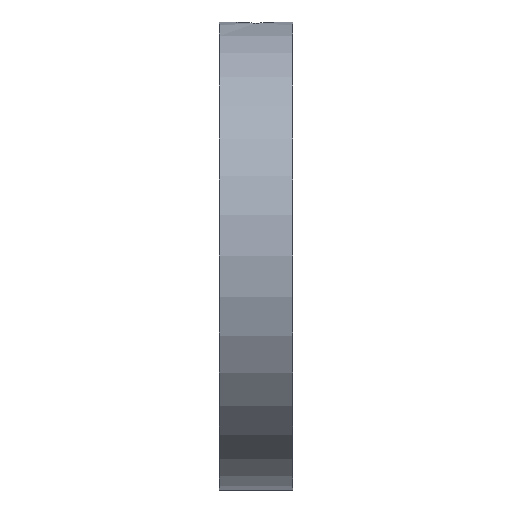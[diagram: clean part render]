
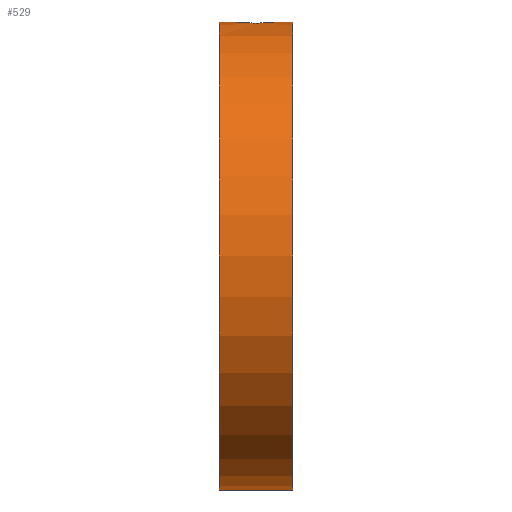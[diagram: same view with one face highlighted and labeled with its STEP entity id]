
A CAD part, left-side view. The second image highlights one B-rep face of the part: STEP entity #529.
In plain terms, the highlighted cylindrical face has radius 31.9 mm (diameter 63.8 mm), a partial arc.
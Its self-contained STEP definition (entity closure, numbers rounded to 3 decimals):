
#1 = AXIS2_PLACEMENT_3D ( 'NONE', #3316, #2032, #1361 ) ;
#75 = VECTOR ( 'NONE', #6526, 1000. ) ;
#267 = VERTEX_POINT ( 'NONE', #7175 ) ;
#312 = CARTESIAN_POINT ( 'NONE',  ( 0., -5., 31.9 ) ) ;
#329 = CARTESIAN_POINT ( 'NONE',  ( -2.904, -0.777, 31.768 ) ) ;
#529 = ADVANCED_FACE ( 'NONE', ( #2350 ), #3013, .T. ) ;
#530 = VERTEX_POINT ( 'NONE', #7647 ) ;
#589 = ORIENTED_EDGE ( 'NONE', *, *, #3702, .T. ) ;
#596 = CARTESIAN_POINT ( 'NONE',  ( 0., 3.065, 31.9 ) ) ;
#668 = CARTESIAN_POINT ( 'NONE',  ( -2.52, 1.681, 31.8 ) ) ;
#701 = CARTESIAN_POINT ( 'NONE',  ( -1.279, 2.863, 31.874 ) ) ;
#708 = CARTESIAN_POINT ( 'NONE',  ( -2.399, 1.886, 31.81 ) ) ;
#894 = CARTESIAN_POINT ( 'NONE',  ( -2.981, -0.393, 31.76 ) ) ;
#920 = VERTEX_POINT ( 'NONE', #4162 ) ;
#939 = CARTESIAN_POINT ( 'NONE',  ( -1.982, -2.26, 31.839 ) ) ;
#1025 = CARTESIAN_POINT ( 'NONE',  ( -3., 0., 31.759 ) ) ;
#1102 = VERTEX_POINT ( 'NONE', #1025 ) ;
#1104 = CARTESIAN_POINT ( 'NONE',  ( -3., 0., 31.759 ) ) ;
#1192 = CARTESIAN_POINT ( 'NONE',  ( -2.967, 0.512, 31.762 ) ) ;
#1281 = CARTESIAN_POINT ( 'NONE',  ( -2.744, 1.24, 31.782 ) ) ;
#1315 = VERTEX_POINT ( 'NONE', #3950 ) ;
#1361 = DIRECTION ( 'NONE',  ( 0., 0., 1. ) ) ;
#1483 = EDGE_CURVE ( 'NONE', #6223, #267, #5171, .T. ) ;
#1598 = VERTEX_POINT ( 'NONE', #312 ) ;
#1606 = CARTESIAN_POINT ( 'NONE',  ( -0.196, -3., 31.9 ) ) ;
#1767 = CARTESIAN_POINT ( 'NONE',  ( -2.619, 1.462, 31.792 ) ) ;
#1920 = CARTESIAN_POINT ( 'NONE',  ( -0.21, 3.07, 31.9 ) ) ;
#2032 = DIRECTION ( 'NONE',  ( 0., 1., 0. ) ) ;
#2350 = FACE_OUTER_BOUND ( 'NONE', #8685, .T. ) ;
#2352 = CARTESIAN_POINT ( 'NONE',  ( -1.503, -2.604, 31.865 ) ) ;
#2427 = LINE ( 'NONE', #3230, #75 ) ;
#2469 = ORIENTED_EDGE ( 'NONE', *, *, #6928, .F. ) ;
#2483 = LINE ( 'NONE', #4529, #7399 ) ;
#2693 = CARTESIAN_POINT ( 'NONE',  ( -1.448, 2.782, 31.867 ) ) ;
#2785 = CARTESIAN_POINT ( 'NONE',  ( -1.942, 2.444, 31.841 ) ) ;
#2927 = CARTESIAN_POINT ( 'NONE',  ( -0.967, -2.846, 31.886 ) ) ;
#2970 = CARTESIAN_POINT ( 'NONE',  ( -1.328, -2.697, 31.873 ) ) ;
#2987 = ORIENTED_EDGE ( 'NONE', *, *, #7507, .F. ) ;
#3013 = CYLINDRICAL_SURFACE ( 'NONE', #6021, 31.9 ) ;
#3123 = VERTEX_POINT ( 'NONE', #4025 ) ;
#3229 = EDGE_CURVE ( 'NONE', #530, #1598, #5858, .T. ) ;
#3230 = CARTESIAN_POINT ( 'NONE',  ( 0., 5., 31.9 ) ) ;
#3287 = CARTESIAN_POINT ( 'NONE',  ( -0.422, 3.057, 31.898 ) ) ;
#3316 = CARTESIAN_POINT ( 'NONE',  ( 0., 5., 0. ) ) ;
#3408 = CARTESIAN_POINT ( 'NONE',  ( -2.619, 1.462, 31.792 ) ) ;
#3554 = CARTESIAN_POINT ( 'NONE',  ( -2.603, -1.503, 31.794 ) ) ;
#3566 = DIRECTION ( 'NONE',  ( 0., 1., 0. ) ) ;
#3686 = CARTESIAN_POINT ( 'NONE',  ( -3., -0.198, 31.759 ) ) ;
#3702 = EDGE_CURVE ( 'NONE', #3123, #1598, #8022, .T. ) ;
#3916 = ORIENTED_EDGE ( 'NONE', *, *, #7852, .F. ) ;
#3950 = CARTESIAN_POINT ( 'NONE',  ( 0., 5., 31.9 ) ) ;
#3982 = B_SPLINE_CURVE_WITH_KNOTS ( 'NONE', 3,
 ( #4358, #3686, #894, #329, #6324, #8215, #3554, #8392, #5540, #939, #4875, #2352, #2970, #2927, #6897, #7692, #1606, #5668 ),
 .UNSPECIFIED., .F., .F.,
 ( 4, 2, 2, 2, 2, 2, 2, 2, 4 ),
 ( 0., 0.001, 0.001, 0.002, 0.002, 0.003, 0.004, 0.004, 0.005 ),
 .UNSPECIFIED. ) ;
#3985 = CARTESIAN_POINT ( 'NONE',  ( -3., 0.257, 31.759 ) ) ;
#4025 = CARTESIAN_POINT ( 'NONE',  ( 0., -5., -31.9 ) ) ;
#4162 = CARTESIAN_POINT ( 'NONE',  ( -1.241, 2.879, 31.876 ) ) ;
#4237 = B_SPLINE_CURVE_WITH_KNOTS ( 'NONE', 3,
 ( #7330, #6740, #701, #6085, #5434, #2693, #6043, #4729, #5391, #7408, #4772, #8028, #7285 ),
 .UNSPECIFIED., .F., .F.,
 ( 4, 3, 3, 3, 4 ),
 ( 0., 0., 0., 0., 0.001 ),
 .UNSPECIFIED. ) ;
#4358 = CARTESIAN_POINT ( 'NONE',  ( -3., 0., 31.759 ) ) ;
#4385 = ORIENTED_EDGE ( 'NONE', *, *, #3229, .F. ) ;
#4400 = DIRECTION ( 'NONE',  ( 0., 0., -1. ) ) ;
#4461 = DIRECTION ( 'NONE',  ( 0., -1., 0. ) ) ;
#4529 = CARTESIAN_POINT ( 'NONE',  ( 0., 5., -31.9 ) ) ;
#4677 = CARTESIAN_POINT ( 'NONE',  ( -1.757, 2.597, 31.852 ) ) ;
#4698 = CARTESIAN_POINT ( 'NONE',  ( -1.041, 2.946, 31.884 ) ) ;
#4729 = CARTESIAN_POINT ( 'NONE',  ( -1.561, 2.719, 31.862 ) ) ;
#4737 = CARTESIAN_POINT ( 'NONE',  ( -2.109, 2.269, 31.831 ) ) ;
#4772 = CARTESIAN_POINT ( 'NONE',  ( -1.68, 2.648, 31.856 ) ) ;
#4788 = CIRCLE ( 'NONE', #1, 31.9 ) ;
#4875 = CARTESIAN_POINT ( 'NONE',  ( -1.831, -2.385, 31.848 ) ) ;
#5007 = DIRECTION ( 'NONE',  ( 0., -1., 0. ) ) ;
#5171 = B_SPLINE_CURVE_WITH_KNOTS ( 'NONE', 3,
 ( #6051, #2785, #4737, #708, #668, #3408 ),
 .UNSPECIFIED., .F., .F.,
 ( 4, 2, 4 ),
 ( 0., 0.001, 0.001 ),
 .UNSPECIFIED. ) ;
#5204 = CARTESIAN_POINT ( 'NONE',  ( 0., 5., 31.9 ) ) ;
#5231 = DIRECTION ( 'NONE',  ( 0., -1., 0. ) ) ;
#5336 = VECTOR ( 'NONE', #4461, 1000. ) ;
#5391 = CARTESIAN_POINT ( 'NONE',  ( -1.601, 2.696, 31.86 ) ) ;
#5434 = CARTESIAN_POINT ( 'NONE',  ( -1.374, 2.82, 31.87 ) ) ;
#5512 = AXIS2_PLACEMENT_3D ( 'NONE', #6252, #3566, #8274 ) ;
#5540 = CARTESIAN_POINT ( 'NONE',  ( -2.259, -1.984, 31.82 ) ) ;
#5668 = CARTESIAN_POINT ( 'NONE',  ( 0., -3., 31.9 ) ) ;
#5708 = CARTESIAN_POINT ( 'NONE',  ( 0., 5., -31.9 ) ) ;
#5858 = LINE ( 'NONE', #5204, #5336 ) ;
#5922 = ORIENTED_EDGE ( 'NONE', *, *, #7083, .T. ) ;
#6021 = AXIS2_PLACEMENT_3D ( 'NONE', #7737, #5007, #4400 ) ;
#6043 = CARTESIAN_POINT ( 'NONE',  ( -1.521, 2.742, 31.864 ) ) ;
#6051 = CARTESIAN_POINT ( 'NONE',  ( -1.757, 2.597, 31.852 ) ) ;
#6085 = CARTESIAN_POINT ( 'NONE',  ( -1.298, 2.854, 31.874 ) ) ;
#6203 = VERTEX_POINT ( 'NONE', #7934 ) ;
#6223 = VERTEX_POINT ( 'NONE', #4677 ) ;
#6252 = CARTESIAN_POINT ( 'NONE',  ( 0., -5., 0. ) ) ;
#6324 = CARTESIAN_POINT ( 'NONE',  ( -2.846, -0.968, 31.773 ) ) ;
#6526 = DIRECTION ( 'NONE',  ( 0., -1., 0. ) ) ;
#6671 = CARTESIAN_POINT ( 'NONE',  ( -0.837, 2.995, 31.89 ) ) ;
#6740 = CARTESIAN_POINT ( 'NONE',  ( -1.26, 2.871, 31.875 ) ) ;
#6850 = EDGE_CURVE ( 'NONE', #267, #1102, #8400, .T. ) ;
#6897 = CARTESIAN_POINT ( 'NONE',  ( -0.778, -2.904, 31.891 ) ) ;
#6928 = EDGE_CURVE ( 'NONE', #1315, #6203, #2427, .T. ) ;
#6931 = ORIENTED_EDGE ( 'NONE', *, *, #6850, .F. ) ;
#7048 = VERTEX_POINT ( 'NONE', #5708 ) ;
#7083 = EDGE_CURVE ( 'NONE', #7048, #3123, #2483, .T. ) ;
#7120 = B_SPLINE_CURVE_WITH_KNOTS ( 'NONE', 3,
 ( #596, #1920, #3287, #6671, #4698, #7382 ),
 .UNSPECIFIED., .F., .F.,
 ( 4, 2, 4 ),
 ( 0.002, 0.003, 0.004 ),
 .UNSPECIFIED. ) ;
#7175 = CARTESIAN_POINT ( 'NONE',  ( -2.619, 1.462, 31.792 ) ) ;
#7285 = CARTESIAN_POINT ( 'NONE',  ( -1.757, 2.597, 31.852 ) ) ;
#7330 = CARTESIAN_POINT ( 'NONE',  ( -1.241, 2.879, 31.876 ) ) ;
#7382 = CARTESIAN_POINT ( 'NONE',  ( -1.241, 2.879, 31.876 ) ) ;
#7399 = VECTOR ( 'NONE', #5231, 1000. ) ;
#7408 = CARTESIAN_POINT ( 'NONE',  ( -1.641, 2.672, 31.858 ) ) ;
#7507 = EDGE_CURVE ( 'NONE', #1102, #530, #3982, .T. ) ;
#7647 = CARTESIAN_POINT ( 'NONE',  ( 0., -3., 31.9 ) ) ;
#7692 = CARTESIAN_POINT ( 'NONE',  ( -0.391, -2.981, 31.898 ) ) ;
#7737 = CARTESIAN_POINT ( 'NONE',  ( 0., 5., 0. ) ) ;
#7848 = ORIENTED_EDGE ( 'NONE', *, *, #8315, .F. ) ;
#7852 = EDGE_CURVE ( 'NONE', #6203, #920, #7120, .T. ) ;
#7934 = CARTESIAN_POINT ( 'NONE',  ( 0., 3.065, 31.9 ) ) ;
#8022 = CIRCLE ( 'NONE', #5512, 31.9 ) ;
#8028 = CARTESIAN_POINT ( 'NONE',  ( -1.719, 2.623, 31.854 ) ) ;
#8215 = CARTESIAN_POINT ( 'NONE',  ( -2.696, -1.331, 31.786 ) ) ;
#8241 = ORIENTED_EDGE ( 'NONE', *, *, #1483, .F. ) ;
#8274 = DIRECTION ( 'NONE',  ( 0., 0., 1. ) ) ;
#8315 = EDGE_CURVE ( 'NONE', #920, #6223, #4237, .T. ) ;
#8381 = EDGE_CURVE ( 'NONE', #7048, #1315, #4788, .T. ) ;
#8392 = CARTESIAN_POINT ( 'NONE',  ( -2.386, -1.83, 31.811 ) ) ;
#8400 = B_SPLINE_CURVE_WITH_KNOTS ( 'NONE', 3,
 ( #1767, #1281, #8595, #1192, #3985, #1104 ),
 .UNSPECIFIED., .F., .F.,
 ( 4, 2, 4 ),
 ( 0.017, 0.018, 0.019 ),
 .UNSPECIFIED. ) ;
#8595 = CARTESIAN_POINT ( 'NONE',  ( -2.838, 1.005, 31.774 ) ) ;
#8685 = EDGE_LOOP ( 'NONE', ( #2469, #8700, #5922, #589, #4385, #2987, #6931, #8241, #7848, #3916 ) ) ;
#8700 = ORIENTED_EDGE ( 'NONE', *, *, #8381, .F. ) ;
